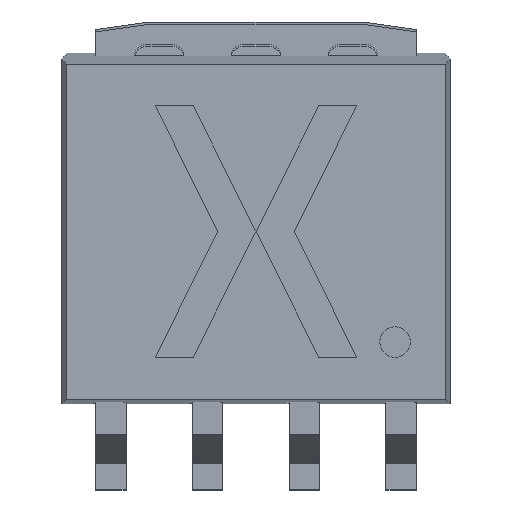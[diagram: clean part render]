
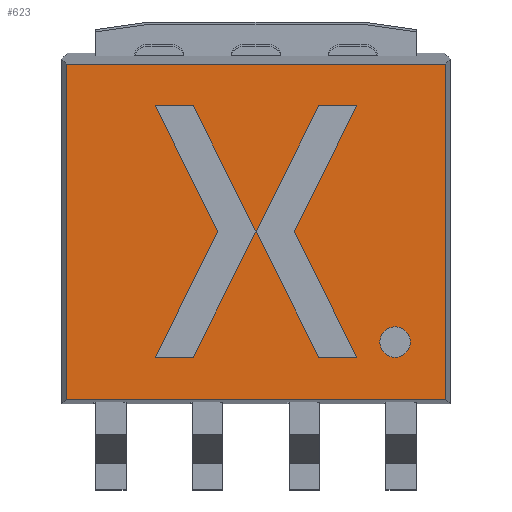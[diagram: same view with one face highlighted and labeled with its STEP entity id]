
A CAD part, top view. The second image highlights one B-rep face of the part: STEP entity #623.
In plain terms, the highlighted planar face has unit normal (0, 0, 1).
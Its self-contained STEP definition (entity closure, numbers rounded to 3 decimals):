
#623=ADVANCED_FACE('',(#1720,#1721,#1722),#1723,.T.);
#1720=FACE_OUTER_BOUND('',#3359,.T.);
#1721=FACE_BOUND('',#3360,.T.);
#1722=FACE_BOUND('',#3361,.T.);
#1723=PLANE('',#3362);
#3359=EDGE_LOOP('',(#5004,#5005,#5006,#5007));
#3360=EDGE_LOOP('',(#5008,#5009));
#3361=EDGE_LOOP('',(#5010,#5011,#5012,#5013,#5014,#5015,#5016,#5017,#5018,#5019,#5020,#5021));
#3362=AXIS2_PLACEMENT_3D('',#5022,#5023,#5024);
#5004=ORIENTED_EDGE('',*,*,#10082,.T.);
#5005=ORIENTED_EDGE('',*,*,#10083,.T.);
#5006=ORIENTED_EDGE('',*,*,#10084,.T.);
#5007=ORIENTED_EDGE('',*,*,#10085,.T.);
#5008=ORIENTED_EDGE('',*,*,#10086,.T.);
#5009=ORIENTED_EDGE('',*,*,#10087,.T.);
#5010=ORIENTED_EDGE('',*,*,#10088,.T.);
#5011=ORIENTED_EDGE('',*,*,#10089,.T.);
#5012=ORIENTED_EDGE('',*,*,#10090,.T.);
#5013=ORIENTED_EDGE('',*,*,#10091,.T.);
#5014=ORIENTED_EDGE('',*,*,#10092,.T.);
#5015=ORIENTED_EDGE('',*,*,#10093,.T.);
#5016=ORIENTED_EDGE('',*,*,#10094,.T.);
#5017=ORIENTED_EDGE('',*,*,#10095,.T.);
#5018=ORIENTED_EDGE('',*,*,#10096,.T.);
#5019=ORIENTED_EDGE('',*,*,#10097,.T.);
#5020=ORIENTED_EDGE('',*,*,#10098,.T.);
#5021=ORIENTED_EDGE('',*,*,#10099,.T.);
#5022=CARTESIAN_POINT('',(0.0,0.868,0.755));
#5023=DIRECTION('',(0.0,0.0,1.0));
#5024=DIRECTION('',(1.0,0.0,0.0));
#10082=EDGE_CURVE('',#12161,#12162,#12163,.T.);
#10083=EDGE_CURVE('',#12162,#12164,#12165,.T.);
#10084=EDGE_CURVE('',#12164,#12166,#12167,.T.);
#10085=EDGE_CURVE('',#12166,#12161,#12168,.T.);
#10086=EDGE_CURVE('',#12169,#12170,#12171,.T.);
#10087=EDGE_CURVE('',#12170,#12169,#12172,.T.);
#10088=EDGE_CURVE('',#12173,#12174,#12175,.T.);
#10089=EDGE_CURVE('',#12174,#12176,#12177,.T.);
#10090=EDGE_CURVE('',#12176,#12178,#12179,.T.);
#10091=EDGE_CURVE('',#12178,#12180,#12181,.T.);
#10092=EDGE_CURVE('',#12180,#12182,#12183,.T.);
#10093=EDGE_CURVE('',#12182,#12184,#12185,.T.);
#10094=EDGE_CURVE('',#12184,#12186,#12187,.T.);
#10095=EDGE_CURVE('',#12186,#12188,#12189,.T.);
#10096=EDGE_CURVE('',#12188,#12190,#12191,.T.);
#10097=EDGE_CURVE('',#12190,#12192,#12193,.T.);
#10098=EDGE_CURVE('',#12192,#12194,#12195,.T.);
#10099=EDGE_CURVE('',#12194,#12173,#12196,.T.);
#12161=VERTEX_POINT('',#15215);
#12162=VERTEX_POINT('',#15216);
#12163=LINE('',#15217,#15218);
#12164=VERTEX_POINT('',#15219);
#12165=LINE('',#15220,#15221);
#12166=VERTEX_POINT('',#15222);
#12167=LINE('',#15223,#15224);
#12168=LINE('',#15225,#15226);
#12169=VERTEX_POINT('',#15227);
#12170=VERTEX_POINT('',#15228);
#12171=CIRCLE('',#15229,0.2);
#12172=CIRCLE('',#15230,0.2);
#12173=VERTEX_POINT('',#15231);
#12174=VERTEX_POINT('',#15232);
#12175=LINE('',#15233,#15234);
#12176=VERTEX_POINT('',#15235);
#12177=LINE('',#15236,#15237);
#12178=VERTEX_POINT('',#15238);
#12179=LINE('',#15239,#15240);
#12180=VERTEX_POINT('',#15241);
#12181=LINE('',#15242,#15243);
#12182=VERTEX_POINT('',#15244);
#12183=LINE('',#15245,#15246);
#12184=VERTEX_POINT('',#15247);
#12185=LINE('',#15248,#15249);
#12186=VERTEX_POINT('',#15250);
#12187=LINE('',#15251,#15252);
#12188=VERTEX_POINT('',#15253);
#12189=LINE('',#15254,#15255);
#12190=VERTEX_POINT('',#15256);
#12191=LINE('',#15257,#15258);
#12192=VERTEX_POINT('',#15259);
#12193=LINE('',#15260,#15261);
#12194=VERTEX_POINT('',#15262);
#12195=LINE('',#15263,#15264);
#12196=LINE('',#15265,#15266);
#15215=CARTESIAN_POINT('',(-2.486,-1.368,0.755));
#15216=CARTESIAN_POINT('',(2.486,-1.368,0.755));
#15217=CARTESIAN_POINT('',(0.0,-1.368,0.755));
#15218=VECTOR('',#19371,1.0);
#15219=CARTESIAN_POINT('',(2.486,3.028,0.755));
#15220=CARTESIAN_POINT('',(2.486,0.976,0.755));
#15221=VECTOR('',#19372,1.0);
#15222=CARTESIAN_POINT('',(-2.486,3.028,0.755));
#15223=CARTESIAN_POINT('',(0.0,3.028,0.755));
#15224=VECTOR('',#19373,1.0);
#15225=CARTESIAN_POINT('',(-2.486,0.976,0.755));
#15226=VECTOR('',#19374,1.0);
#15227=CARTESIAN_POINT('',(1.625,-0.62,0.755));
#15228=CARTESIAN_POINT('',(2.025,-0.62,0.755));
#15229=AXIS2_PLACEMENT_3D('',#19375,#19376,#19377);
#15230=AXIS2_PLACEMENT_3D('',#19378,#19379,#19380);
#15231=CARTESIAN_POINT('',(0.825,2.48,0.755));
#15232=CARTESIAN_POINT('',(1.325,2.48,0.755));
#15233=CARTESIAN_POINT('',(-0.063,2.48,0.755));
#15234=VECTOR('',#19381,1.0);
#15235=CARTESIAN_POINT('',(0.5,0.83,0.755));
#15236=CARTESIAN_POINT('',(0.458,0.745,0.755));
#15237=VECTOR('',#19382,1.0);
#15238=CARTESIAN_POINT('',(1.325,-0.82,0.755));
#15239=CARTESIAN_POINT('',(0.442,0.945,0.755));
#15240=VECTOR('',#19383,1.0);
#15241=CARTESIAN_POINT('',(0.825,-0.82,0.755));
#15242=CARTESIAN_POINT('',(-0.062,-0.82,0.755));
#15243=VECTOR('',#19384,1.0);
#15244=CARTESIAN_POINT('',(0.0,0.83,0.755));
#15245=CARTESIAN_POINT('',(-0.008,0.845,0.755));
#15246=VECTOR('',#19385,1.0);
#15247=CARTESIAN_POINT('',(-0.825,-0.82,0.755));
#15248=CARTESIAN_POINT('',(0.008,0.845,0.755));
#15249=VECTOR('',#19386,1.0);
#15250=CARTESIAN_POINT('',(-1.325,-0.82,0.755));
#15251=CARTESIAN_POINT('',(-0.062,-0.82,0.755));
#15252=VECTOR('',#19387,1.0);
#15253=CARTESIAN_POINT('',(-0.5,0.83,0.755));
#15254=CARTESIAN_POINT('',(-0.442,0.945,0.755));
#15255=VECTOR('',#19388,1.0);
#15256=CARTESIAN_POINT('',(-1.325,2.48,0.755));
#15257=CARTESIAN_POINT('',(-0.458,0.745,0.755));
#15258=VECTOR('',#19389,1.0);
#15259=CARTESIAN_POINT('',(-0.825,2.48,0.755));
#15260=CARTESIAN_POINT('',(-0.063,2.48,0.755));
#15261=VECTOR('',#19390,1.0);
#15262=CARTESIAN_POINT('',(0.0,0.83,0.755));
#15263=CARTESIAN_POINT('',(-0.008,0.845,0.755));
#15264=VECTOR('',#19391,1.0);
#15265=CARTESIAN_POINT('',(0.008,0.845,0.755));
#15266=VECTOR('',#19392,1.0);
#19371=DIRECTION('',(1.0,0.0,0.0));
#19372=DIRECTION('',(0.0,1.0,0.0));
#19373=DIRECTION('',(-1.0,0.0,0.0));
#19374=DIRECTION('',(0.0,-1.0,0.0));
#19375=CARTESIAN_POINT('',(1.825,-0.62,0.755));
#19376=DIRECTION('',(0.0,0.0,-1.0));
#19377=DIRECTION('',(1.0,0.0,0.0));
#19378=CARTESIAN_POINT('',(1.825,-0.62,0.755));
#19379=DIRECTION('',(0.0,0.0,-1.0));
#19380=DIRECTION('',(1.0,0.0,0.0));
#19381=DIRECTION('',(1.0,0.0,0.0));
#19382=DIRECTION('',(-0.447,-0.894,0.0));
#19383=DIRECTION('',(0.447,-0.894,0.0));
#19384=DIRECTION('',(-1.0,0.0,0.0));
#19385=DIRECTION('',(-0.447,0.894,0.0));
#19386=DIRECTION('',(-0.447,-0.894,0.0));
#19387=DIRECTION('',(-1.0,0.0,0.0));
#19388=DIRECTION('',(0.447,0.894,-0.0));
#19389=DIRECTION('',(-0.447,0.894,0.0));
#19390=DIRECTION('',(1.0,0.0,0.0));
#19391=DIRECTION('',(0.447,-0.894,0.0));
#19392=DIRECTION('',(0.447,0.894,-0.0));
